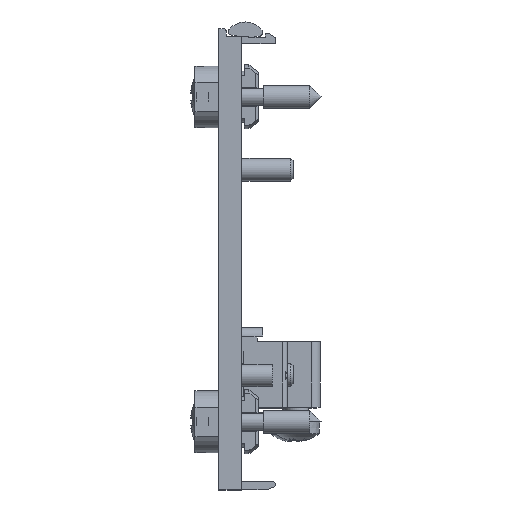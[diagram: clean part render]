
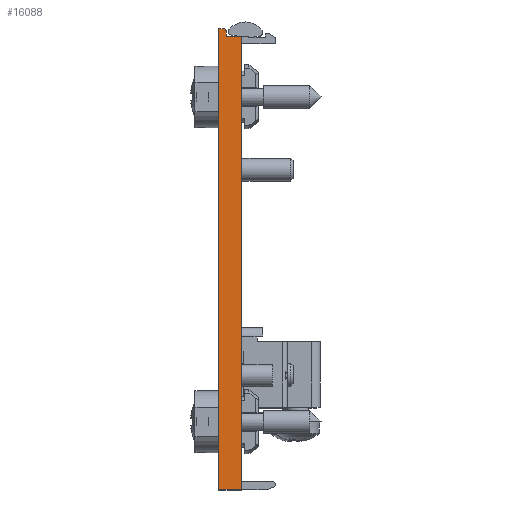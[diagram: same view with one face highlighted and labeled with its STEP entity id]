
A CAD part, front view. The second image highlights one B-rep face of the part: STEP entity #16088.
In plain terms, the highlighted planar face has unit normal (0, -1, 0).
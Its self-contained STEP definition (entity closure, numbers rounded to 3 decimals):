
#824=PLANE('',#17482);
#1732=FACE_OUTER_BOUND('',#2629,.T.);
#2629=EDGE_LOOP('',(#12472,#12473,#12474,#12475,#12476,#12477,#12478));
#3727=LINE('',#26018,#4942);
#3739=LINE('',#26034,#4954);
#3741=LINE('',#26038,#4956);
#3742=LINE('',#26040,#4957);
#3743=LINE('',#26042,#4958);
#3744=LINE('',#26044,#4959);
#4942=VECTOR('',#20839,1.);
#4954=VECTOR('',#20853,1.);
#4956=VECTOR('',#20857,1.);
#4957=VECTOR('',#20858,1.);
#4958=VECTOR('',#20859,1.);
#4959=VECTOR('',#20860,1.);
#5891=CIRCLE('',#17483,0.2);
#7001=VERTEX_POINT('',#26015);
#7002=VERTEX_POINT('',#26017);
#7005=VERTEX_POINT('',#26033);
#7006=VERTEX_POINT('',#26037);
#7007=VERTEX_POINT('',#26039);
#7008=VERTEX_POINT('',#26041);
#7009=VERTEX_POINT('',#26043);
#8942=EDGE_CURVE('',#7002,#7001,#3727,.T.);
#8954=EDGE_CURVE('',#7005,#7002,#3739,.T.);
#8956=EDGE_CURVE('',#7001,#7006,#3741,.T.);
#8957=EDGE_CURVE('',#7006,#7007,#3742,.T.);
#8958=EDGE_CURVE('',#7007,#7008,#3743,.T.);
#8959=EDGE_CURVE('',#7008,#7009,#3744,.T.);
#8960=EDGE_CURVE('',#7009,#7005,#5891,.T.);
#12472=ORIENTED_EDGE('',*,*,#8954,.T.);
#12473=ORIENTED_EDGE('',*,*,#8942,.T.);
#12474=ORIENTED_EDGE('',*,*,#8956,.T.);
#12475=ORIENTED_EDGE('',*,*,#8957,.T.);
#12476=ORIENTED_EDGE('',*,*,#8958,.T.);
#12477=ORIENTED_EDGE('',*,*,#8959,.T.);
#12478=ORIENTED_EDGE('',*,*,#8960,.T.);
#16088=ADVANCED_FACE('',(#1732),#824,.F.);
#17482=AXIS2_PLACEMENT_3D('',#26036,#20855,#20856);
#17483=AXIS2_PLACEMENT_3D('',#26045,#20861,#20862);
#20839=DIRECTION('',(0.,0.,-1.));
#20853=DIRECTION('',(-1.,0.,0.));
#20855=DIRECTION('center_axis',(0.,1.,0.));
#20856=DIRECTION('ref_axis',(0.,0.,
1.));
#20857=DIRECTION('',(1.,0.,0.));
#20858=DIRECTION('',(0.,0.,1.));
#20859=DIRECTION('',(-0.999,0.,0.035));
#20860=DIRECTION('',(0.,0.,1.));
#20861=DIRECTION('center_axis',(0.,-1.,0.));
#20862=DIRECTION('ref_axis',(0.,0.,
1.));
#26015=CARTESIAN_POINT('',(-8.6,-19.75,-9.05));
#26017=CARTESIAN_POINT('',(-8.6,-19.75,41.41));
#26018=CARTESIAN_POINT('',(-8.6,-19.75,16.18));
#26033=CARTESIAN_POINT('',(-8.,-19.75,41.41));
#26034=CARTESIAN_POINT('',(-7.35,-19.75,41.41));
#26036=CARTESIAN_POINT('Origin',(-7.35,-19.75,16.18));
#26037=CARTESIAN_POINT('',(-6.1,-19.75,-9.05));
#26038=CARTESIAN_POINT('',(-7.35,-19.75,-9.05));
#26039=CARTESIAN_POINT('',(-6.1,-19.75,40.551));
#26040=CARTESIAN_POINT('',(-6.1,-19.75,16.18));
#26041=CARTESIAN_POINT('',(-7.8,-19.75,40.61));
#26042=CARTESIAN_POINT('',(-6.075,-19.75,40.55));
#26043=CARTESIAN_POINT('',(-7.8,-19.75,41.21));
#26044=CARTESIAN_POINT('',(-7.8,-19.75,28.545));
#26045=CARTESIAN_POINT('Origin',(-8.,-19.75,41.21));
